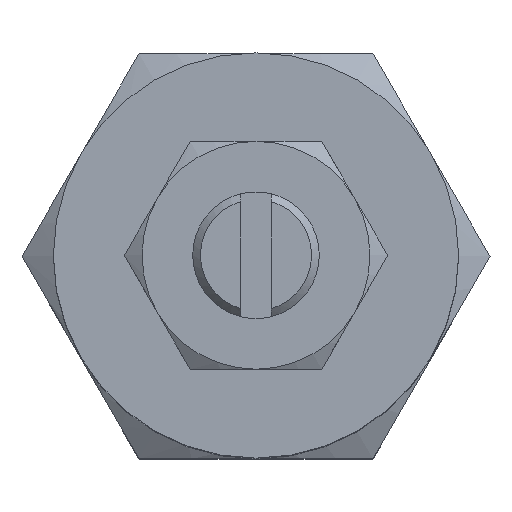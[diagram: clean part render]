
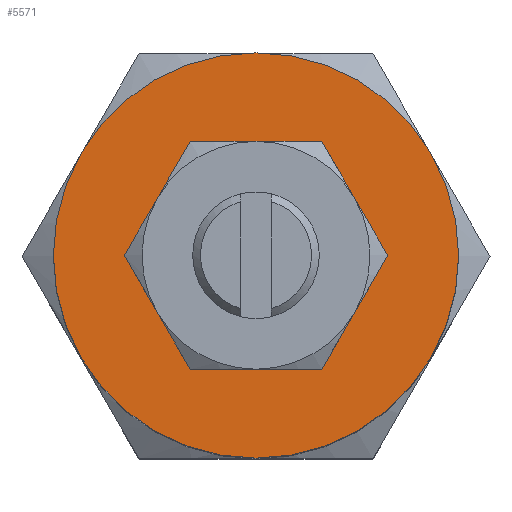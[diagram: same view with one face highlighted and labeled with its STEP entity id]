
A CAD part, top view. The second image highlights one B-rep face of the part: STEP entity #5571.
In plain terms, the highlighted face is planar.
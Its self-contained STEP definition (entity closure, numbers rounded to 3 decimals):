
#1355=PLANE('',#5390);
#1410=ORIENTED_EDGE('',*,*,#1761,.F.);
#1411=ORIENTED_EDGE('',*,*,#1772,.T.);
#1621=CIRCLE('',#5372,8.);
#1628=CIRCLE('',#5386,2.194);
#1674=VERTEX_POINT('',#2476);
#1685=VERTEX_POINT('',#5117);
#1761=EDGE_CURVE('',#1674,#1674,#1621,.T.);
#1772=EDGE_CURVE('',#1685,#1685,#1628,.T.);
#1901=EDGE_LOOP('',(#1410));
#1902=EDGE_LOOP('',(#1411));
#2015=FACE_BOUND('',#1901,.T.);
#2016=FACE_BOUND('',#1902,.T.);
#2109=DIRECTION('',(0.,-1.,0.));
#2110=DIRECTION('',(8.,0.,0.));
#2137=DIRECTION('',(0.,-1.,0.));
#2138=DIRECTION('',(0.,0.,-2.194));
#2145=DIRECTION('',(0.,1.,0.));
#2146=DIRECTION('',(1.,0.,0.));
#2476=CARTESIAN_POINT('',(34.156,45.906,0.));
#2477=CARTESIAN_POINT('',(26.156,45.906,0.));
#5117=CARTESIAN_POINT('',(26.156,45.906,-2.194));
#5118=CARTESIAN_POINT('',(26.156,45.906,0.));
#5123=CARTESIAN_POINT('',(34.156,45.906,0.));
#5372=AXIS2_PLACEMENT_3D('',#2477,#2109,#2110);
#5386=AXIS2_PLACEMENT_3D('',#5118,#2137,#2138);
#5390=AXIS2_PLACEMENT_3D('',#5123,#2145,#2146);
#5571=ADVANCED_FACE('',(#2015,#2016),#1355,.T.);
